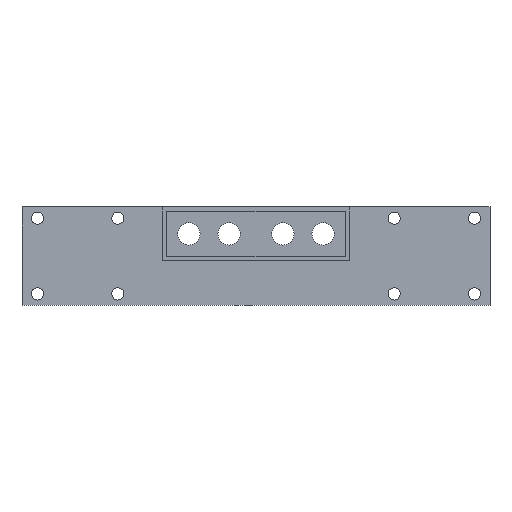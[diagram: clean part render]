
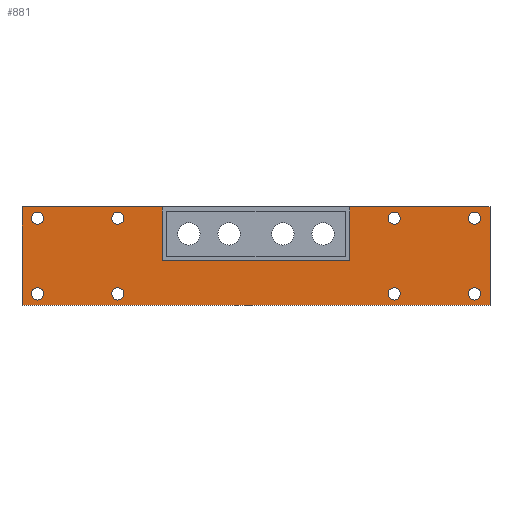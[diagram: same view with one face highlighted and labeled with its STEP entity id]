
A CAD part, top view. The second image highlights one B-rep face of the part: STEP entity #881.
In plain terms, the highlighted planar face has unit normal (0, 0, 1).
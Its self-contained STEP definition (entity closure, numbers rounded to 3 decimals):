
#17=FACE_BOUND('',#148,.T.);
#18=FACE_BOUND('',#149,.T.);
#19=FACE_BOUND('',#150,.T.);
#20=FACE_BOUND('',#151,.T.);
#21=FACE_BOUND('',#152,.T.);
#22=FACE_BOUND('',#153,.T.);
#23=FACE_BOUND('',#154,.T.);
#24=FACE_BOUND('',#155,.T.);
#59=PLANE('',#978);
#102=FACE_OUTER_BOUND('',#147,.T.);
#147=EDGE_LOOP('',(#722,#723,#724,#725,#726,#727,#728,#729));
#148=EDGE_LOOP('',(#730));
#149=EDGE_LOOP('',(#731));
#150=EDGE_LOOP('',(#732));
#151=EDGE_LOOP('',(#733));
#152=EDGE_LOOP('',(#734));
#153=EDGE_LOOP('',(#735));
#154=EDGE_LOOP('',(#736));
#155=EDGE_LOOP('',(#737));
#236=LINE('',#1414,#316);
#240=LINE('',#1421,#320);
#243=LINE('',#1427,#323);
#244=LINE('',#1431,#324);
#245=LINE('',#1433,#325);
#246=LINE('',#1435,#326);
#247=LINE('',#1436,#327);
#248=LINE('',#1437,#328);
#316=VECTOR('',#1176,10.);
#320=VECTOR('',#1182,10.);
#323=VECTOR('',#1187,10.);
#324=VECTOR('',#1190,10.);
#325=VECTOR('',#1191,10.);
#326=VECTOR('',#1192,10.);
#327=VECTOR('',#1193,10.);
#328=VECTOR('',#1194,10.);
#374=CIRCLE('',#952,2.75);
#376=CIRCLE('',#955,2.75);
#378=CIRCLE('',#958,2.75);
#380=CIRCLE('',#961,2.75);
#382=CIRCLE('',#964,2.75);
#384=CIRCLE('',#967,2.75);
#386=CIRCLE('',#970,2.75);
#388=CIRCLE('',#973,2.75);
#430=VERTEX_POINT('',#1360);
#432=VERTEX_POINT('',#1366);
#434=VERTEX_POINT('',#1372);
#436=VERTEX_POINT('',#1378);
#438=VERTEX_POINT('',#1384);
#440=VERTEX_POINT('',#1390);
#442=VERTEX_POINT('',#1396);
#444=VERTEX_POINT('',#1402);
#448=VERTEX_POINT('',#1411);
#449=VERTEX_POINT('',#1413);
#451=VERTEX_POINT('',#1419);
#453=VERTEX_POINT('',#1425);
#454=VERTEX_POINT('',#1429);
#455=VERTEX_POINT('',#1430);
#456=VERTEX_POINT('',#1432);
#457=VERTEX_POINT('',#1434);
#530=EDGE_CURVE('',#430,#430,#374,.T.);
#533=EDGE_CURVE('',#432,#432,#376,.T.);
#536=EDGE_CURVE('',#434,#434,#378,.T.);
#539=EDGE_CURVE('',#436,#436,#380,.T.);
#542=EDGE_CURVE('',#438,#438,#382,.T.);
#545=EDGE_CURVE('',#440,#440,#384,.T.);
#548=EDGE_CURVE('',#442,#442,#386,.T.);
#551=EDGE_CURVE('',#444,#444,#388,.T.);
#556=EDGE_CURVE('',#448,#449,#236,.T.);
#560=EDGE_CURVE('',#451,#448,#240,.T.);
#563=EDGE_CURVE('',#453,#451,#243,.T.);
#564=EDGE_CURVE('',#454,#455,#244,.T.);
#565=EDGE_CURVE('',#456,#454,#245,.T.);
#566=EDGE_CURVE('',#457,#456,#246,.T.);
#567=EDGE_CURVE('',#449,#457,#247,.T.);
#568=EDGE_CURVE('',#455,#453,#248,.T.);
#722=ORIENTED_EDGE('',*,*,#564,.F.);
#723=ORIENTED_EDGE('',*,*,#565,.F.);
#724=ORIENTED_EDGE('',*,*,#566,.F.);
#725=ORIENTED_EDGE('',*,*,#567,.F.);
#726=ORIENTED_EDGE('',*,*,#556,.F.);
#727=ORIENTED_EDGE('',*,*,#560,.F.);
#728=ORIENTED_EDGE('',*,*,#563,.F.);
#729=ORIENTED_EDGE('',*,*,#568,.F.);
#730=ORIENTED_EDGE('',*,*,#530,.T.);
#731=ORIENTED_EDGE('',*,*,#533,.T.);
#732=ORIENTED_EDGE('',*,*,#536,.T.);
#733=ORIENTED_EDGE('',*,*,#539,.T.);
#734=ORIENTED_EDGE('',*,*,#542,.T.);
#735=ORIENTED_EDGE('',*,*,#545,.T.);
#736=ORIENTED_EDGE('',*,*,#548,.T.);
#737=ORIENTED_EDGE('',*,*,#551,.T.);
#881=ADVANCED_FACE('',(#102,#17,#18,#19,#20,#21,#22,#23,#24),#59,.F.);
#952=AXIS2_PLACEMENT_3D('',#1361,#1118,#1119);
#955=AXIS2_PLACEMENT_3D('',#1367,#1125,#1126);
#958=AXIS2_PLACEMENT_3D('',#1373,#1132,#1133);
#961=AXIS2_PLACEMENT_3D('',#1379,#1139,#1140);
#964=AXIS2_PLACEMENT_3D('',#1385,#1146,#1147);
#967=AXIS2_PLACEMENT_3D('',#1391,#1153,#1154);
#970=AXIS2_PLACEMENT_3D('',#1397,#1160,#1161);
#973=AXIS2_PLACEMENT_3D('',#1403,#1167,#1168);
#978=AXIS2_PLACEMENT_3D('',#1428,#1188,#1189);
#1118=DIRECTION('center_axis',(0.,0.,-1.));
#1119=DIRECTION('ref_axis',(-1.,0.,0.));
#1125=DIRECTION('center_axis',(0.,0.,-1.));
#1126=DIRECTION('ref_axis',(-1.,0.,0.));
#1132=DIRECTION('center_axis',(0.,0.,-1.));
#1133=DIRECTION('ref_axis',(-1.,0.,0.));
#1139=DIRECTION('center_axis',(0.,0.,-1.));
#1140=DIRECTION('ref_axis',(-1.,0.,0.));
#1146=DIRECTION('center_axis',(0.,0.,-1.));
#1147=DIRECTION('ref_axis',(-1.,0.,0.));
#1153=DIRECTION('center_axis',(0.,0.,-1.));
#1154=DIRECTION('ref_axis',(-1.,0.,0.));
#1160=DIRECTION('center_axis',(0.,0.,-1.));
#1161=DIRECTION('ref_axis',(-1.,0.,0.));
#1167=DIRECTION('center_axis',(0.,0.,-1.));
#1168=DIRECTION('ref_axis',(-1.,0.,0.));
#1176=DIRECTION('',(0.,1.,0.));
#1182=DIRECTION('',(1.,0.,0.));
#1187=DIRECTION('',(0.,-1.,0.));
#1188=DIRECTION('center_axis',(0.,0.,-1.));
#1189=DIRECTION('ref_axis',(-1.,0.,0.));
#1190=DIRECTION('',(0.,1.,0.));
#1191=DIRECTION('',(-1.,0.,0.));
#1192=DIRECTION('',(0.,-1.,0.));
#1193=DIRECTION('',(1.,0.,0.));
#1194=DIRECTION('',(1.,0.,0.));
#1360=CARTESIAN_POINT('',(205.75,5.,3.));
#1361=CARTESIAN_POINT('Origin',(203.,5.,3.));
#1366=CARTESIAN_POINT('',(45.75,39.,3.));
#1367=CARTESIAN_POINT('Origin',(43.,39.,3.));
#1372=CARTESIAN_POINT('',(45.75,5.,3.));
#1373=CARTESIAN_POINT('Origin',(43.,5.,3.));
#1378=CARTESIAN_POINT('',(205.75,39.,3.));
#1379=CARTESIAN_POINT('Origin',(203.,39.,3.));
#1384=CARTESIAN_POINT('',(169.75,5.,3.));
#1385=CARTESIAN_POINT('Origin',(167.,5.,3.));
#1390=CARTESIAN_POINT('',(9.75,39.,3.));
#1391=CARTESIAN_POINT('Origin',(7.,39.,3.));
#1396=CARTESIAN_POINT('',(9.75,5.,3.));
#1397=CARTESIAN_POINT('Origin',(7.,5.,3.));
#1402=CARTESIAN_POINT('',(169.75,39.,3.));
#1403=CARTESIAN_POINT('Origin',(167.,39.,3.));
#1411=CARTESIAN_POINT('',(147.1,19.8,3.));
#1413=CARTESIAN_POINT('',(147.1,44.,3.));
#1414=CARTESIAN_POINT('',(147.1,19.8,3.));
#1419=CARTESIAN_POINT('',(62.9,19.8,3.));
#1421=CARTESIAN_POINT('',(62.9,19.8,3.));
#1425=CARTESIAN_POINT('',(62.9,44.,3.));
#1427=CARTESIAN_POINT('',(62.9,44.,3.));
#1428=CARTESIAN_POINT('Origin',(105.,22.,3.));
#1429=CARTESIAN_POINT('',(0.,0.,3.));
#1430=CARTESIAN_POINT('',(0.,44.,3.));
#1431=CARTESIAN_POINT('',(0.,22.,3.));
#1432=CARTESIAN_POINT('',(210.,0.,3.));
#1433=CARTESIAN_POINT('',(105.,0.,3.));
#1434=CARTESIAN_POINT('',(210.,44.,3.));
#1435=CARTESIAN_POINT('',(210.,22.,3.));
#1436=CARTESIAN_POINT('',(105.,44.,3.));
#1437=CARTESIAN_POINT('',(105.,44.,3.));
